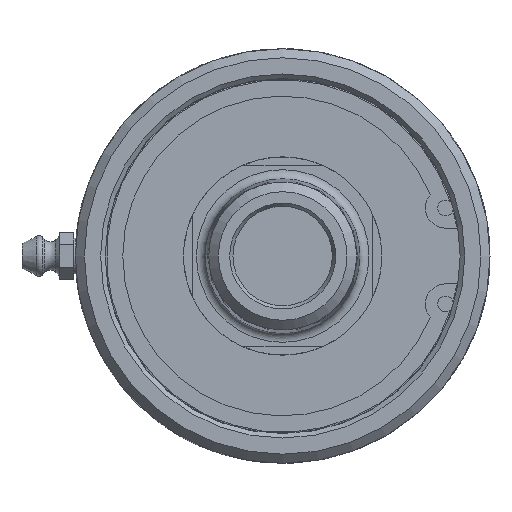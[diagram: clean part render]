
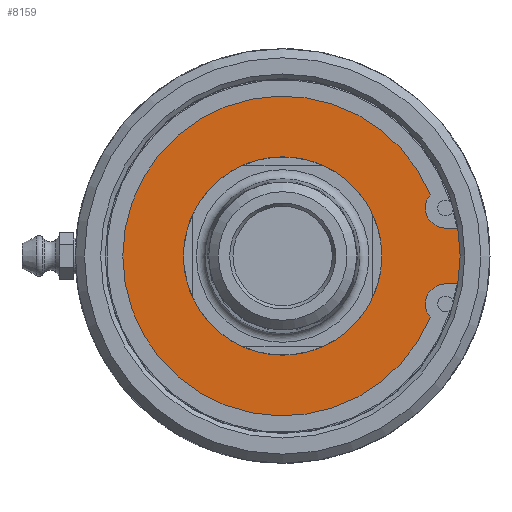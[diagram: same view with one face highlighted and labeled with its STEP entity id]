
A CAD part, left-side view. The second image highlights one B-rep face of the part: STEP entity #8159.
In plain terms, the highlighted planar face has unit normal (-1, 0, 0).
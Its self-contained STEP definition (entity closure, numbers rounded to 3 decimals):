
#78=FACE_BOUND('',#2820,.T.);
#812=LINE('',#57083,#1252);
#813=LINE('',#57091,#1253);
#1252=VECTOR('',#10311,10.);
#1253=VECTOR('',#10318,10.);
#2324=FACE_OUTER_BOUND('',#2819,.T.);
#2819=EDGE_LOOP('',(#7425,#7426,#7427,#7428,#7429,#7430));
#2820=EDGE_LOOP('',(#7431,#7432));
#3079=CIRCLE('',#8681,17.45);
#3080=CIRCLE('',#8682,17.45);
#3122=CIRCLE('',#8755,3.556);
#3123=CIRCLE('',#8756,28.142);
#3124=CIRCLE('',#8757,3.556);
#3125=CIRCLE('',#8758,33.45);
#3860=VERTEX_POINT('',#56883);
#3861=VERTEX_POINT('',#56884);
#3914=VERTEX_POINT('',#57081);
#3915=VERTEX_POINT('',#57082);
#3916=VERTEX_POINT('',#57084);
#3917=VERTEX_POINT('',#57086);
#3918=VERTEX_POINT('',#57088);
#3919=VERTEX_POINT('',#57090);
#5014=EDGE_CURVE('',#3860,#3861,#3079,.T.);
#5015=EDGE_CURVE('',#3861,#3860,#3080,.T.);
#5095=EDGE_CURVE('',#3914,#3915,#812,.T.);
#5096=EDGE_CURVE('',#3915,#3916,#3122,.T.);
#5097=EDGE_CURVE('',#3916,#3917,#3123,.T.);
#5098=EDGE_CURVE('',#3917,#3918,#3124,.T.);
#5099=EDGE_CURVE('',#3918,#3919,#813,.T.);
#5100=EDGE_CURVE('',#3919,#3914,#3125,.T.);
#7425=ORIENTED_EDGE('',*,*,#5095,.T.);
#7426=ORIENTED_EDGE('',*,*,#5096,.T.);
#7427=ORIENTED_EDGE('',*,*,#5097,.T.);
#7428=ORIENTED_EDGE('',*,*,#5098,.T.);
#7429=ORIENTED_EDGE('',*,*,#5099,.T.);
#7430=ORIENTED_EDGE('',*,*,#5100,.T.);
#7431=ORIENTED_EDGE('',*,*,#5014,.T.);
#7432=ORIENTED_EDGE('',*,*,#5015,.T.);
#7722=PLANE('',#8754);
#8159=ADVANCED_FACE('',(#2324,#78),#7722,.F.);
#8681=AXIS2_PLACEMENT_3D('',#56885,#10141,#10142);
#8682=AXIS2_PLACEMENT_3D('',#56886,#10143,#10144);
#8754=AXIS2_PLACEMENT_3D('',#57080,#10309,#10310);
#8755=AXIS2_PLACEMENT_3D('',#57085,#10312,#10313);
#8756=AXIS2_PLACEMENT_3D('',#57087,#10314,#10315);
#8757=AXIS2_PLACEMENT_3D('',#57089,#10316,#10317);
#8758=AXIS2_PLACEMENT_3D('',#57092,#10319,#10320);
#10141=DIRECTION('center_axis',(1.,0.,0.));
#10142=DIRECTION('ref_axis',(0.,1.,0.));
#10143=DIRECTION('center_axis',(1.,0.,0.));
#10144=DIRECTION('ref_axis',(0.,1.,0.));
#10309=DIRECTION('center_axis',(1.,0.,0.));
#10310=DIRECTION('ref_axis',(0.,0.,-1.));
#10311=DIRECTION('',(0.,1.,0.));
#10312=DIRECTION('center_axis',(1.,0.,0.));
#10313=DIRECTION('ref_axis',(0.,0.754,0.657));
#10314=DIRECTION('center_axis',(-1.,0.,0.));
#10315=DIRECTION('ref_axis',(0.,0.924,-0.384));
#10316=DIRECTION('center_axis',(1.,0.,0.));
#10317=DIRECTION('ref_axis',(0.,0.,1.));
#10318=DIRECTION('',(0.,-1.,0.));
#10319=DIRECTION('center_axis',(-1.,0.,0.));
#10320=DIRECTION('ref_axis',(0.,1.,0.));
#56883=CARTESIAN_POINT('',(4.775,17.45,0.));
#56884=CARTESIAN_POINT('',(4.775,-17.45,0.));
#56885=CARTESIAN_POINT('Origin',(4.775,0.,0.));
#56886=CARTESIAN_POINT('Origin',(4.775,0.,0.));
#57080=CARTESIAN_POINT('Origin',(4.775,24.275,0.));
#57081=CARTESIAN_POINT('',(4.775,-33.089,4.902));
#57082=CARTESIAN_POINT('',(4.775,-28.672,4.902));
#57083=CARTESIAN_POINT('',(4.775,-2.199,4.902));
#57084=CARTESIAN_POINT('',(4.775,-25.99,10.793));
#57085=CARTESIAN_POINT('Origin',(4.775,-28.672,8.458));
#57086=CARTESIAN_POINT('',(4.775,-25.99,-10.793));
#57087=CARTESIAN_POINT('Origin',(4.775,0.,0.));
#57088=CARTESIAN_POINT('',(4.775,-28.672,-4.902));
#57089=CARTESIAN_POINT('Origin',(4.775,-28.672,-8.458));
#57090=CARTESIAN_POINT('',(4.775,-33.089,-4.902));
#57091=CARTESIAN_POINT('',(4.775,-4.407,-4.902));
#57092=CARTESIAN_POINT('Origin',(4.775,0.,0.));
